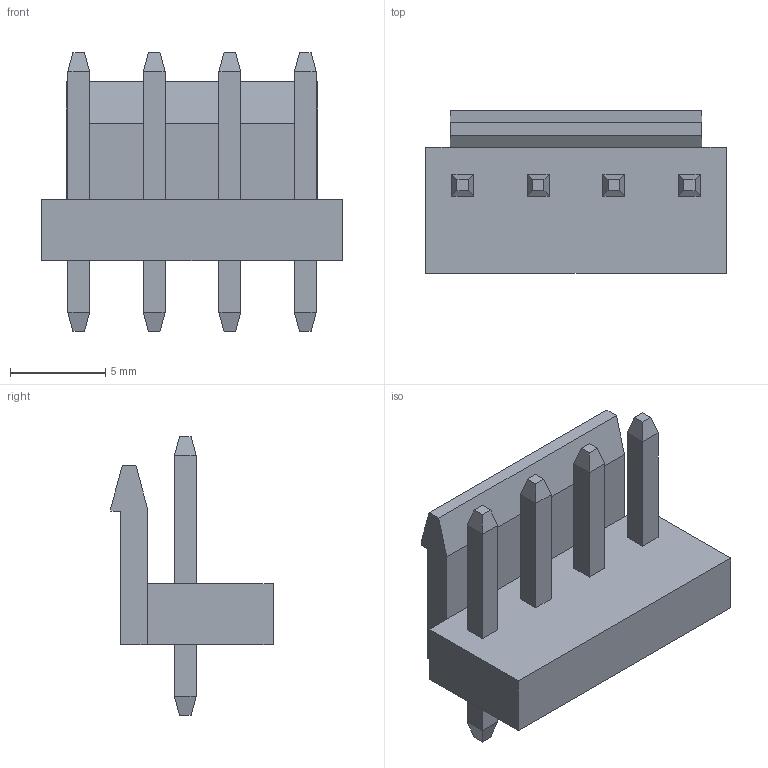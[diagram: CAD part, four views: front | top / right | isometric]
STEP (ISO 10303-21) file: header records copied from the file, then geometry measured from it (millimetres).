
FILE_DESCRIPTION (( 'STEP AP214' ), '1' );
FILE_NAME ('User Library-B4P-VH-BK.STEP', '2018-10-06T13:04:47', ( '' ), ( '' ), 'SwSTEP 2.0', 'SolidWorks 2018', '' );
FILE_SCHEMA (( 'AUTOMOTIVE_DESIGN' ));
Length unit declared in the file: millimetre
Products named in the file (3): User Library-B4P-VH-BK; User Library-B4P-VH-BK_PinVH; User Library-B4P-VH-BK_B4P-body black
Assembly tree (5 placements, depth 2):
  User Library-B4P-VH-BK
    User Library-B4P-VH-BK_PinVH  x4
    User Library-B4P-VH-BK_B4P-body black
Bounding box: 15.78 x 8.5 x 14.6 mm (x, y, z)
Volume: 560.4 mm3; surface area: 887.2 mm2
Topology: 5 solids, 5 shells, 88 faces, 200 edges, 122 vertices
Faces by surface type: plane 88
Entity records: 1996 total; most frequent: CARTESIAN_POINT 244, ORIENTED_EDGE 232, DIRECTION 224, LINE 116, VECTOR 116, EDGE_CURVE 116, VERTEX_POINT 74, AXIS2_PLACEMENT_3D 54
